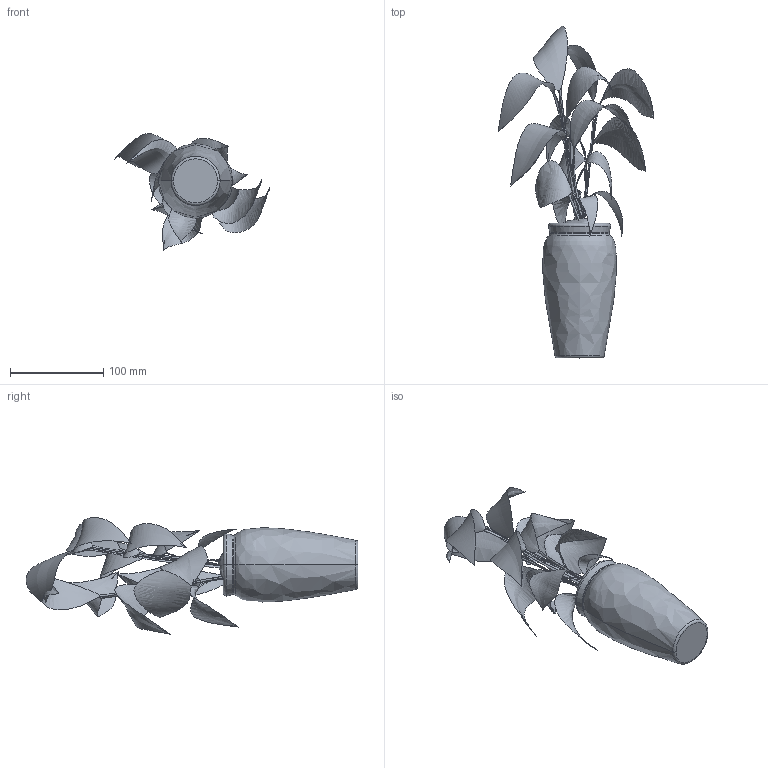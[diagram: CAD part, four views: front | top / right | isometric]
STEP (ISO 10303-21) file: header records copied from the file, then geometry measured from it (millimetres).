
FILE_DESCRIPTION (( 'STEP AP214' ), '1' );
FILE_NAME ('Ficus Plant and Pot.STEP', '2015-04-06T22:38:46', ( '' ), ( '' ), 'SwSTEP 2.0', 'SolidWorks 2014', '' );
FILE_SCHEMA (( 'AUTOMOTIVE_DESIGN' ));
Length unit declared in the file: millimetre
Products named in the file (4): Fikus-1; Soil; Pot; Ficus Plant and Pot
Assembly tree (3 placements, depth 2):
  Ficus Plant and Pot
    Pot
    Soil
    Fikus-1
Bounding box: 166.53 x 355.67 x 125.17 mm (x, y, z)
Volume: 566953.9 mm3; surface area: 162605.8 mm2
Topology: 8 solids, 8 shells, 103 faces, 231 edges, 121 vertices
Faces by surface type: bspline 77, torus 22, plane 4
Entity records: 22039 total; most frequent: CARTESIAN_POINT 20211, ORIENTED_EDGE 402, EDGE_CURVE 201, DIRECTION 184, B_SPLINE_CURVE_WITH_KNOTS 141, VERTEX_POINT 121, EDGE_LOOP 110, FACE_OUTER_BOUND 103
